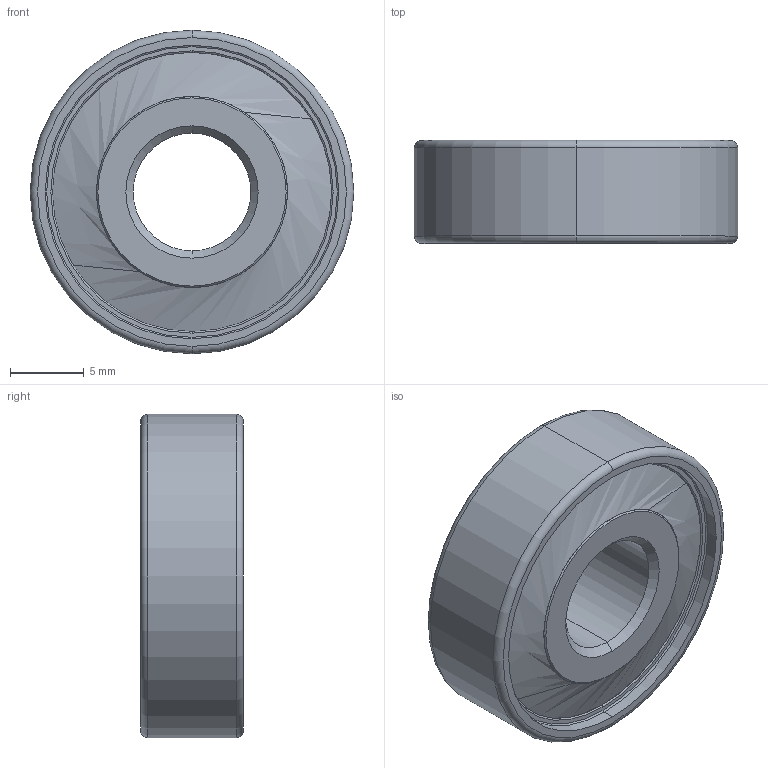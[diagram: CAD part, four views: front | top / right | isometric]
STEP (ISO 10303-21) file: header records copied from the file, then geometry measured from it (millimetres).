
FILE_DESCRIPTION(('FreeCAD Model'),'2;1');
FILE_NAME('608_Bearing.step', '2017-06-02T23:12:31',('Author'),(''), 'Open CASCADE STEP processor 6.8','FreeCAD','Unknown');
FILE_SCHEMA(('AUTOMOTIVE_DESIGN_CC2 { 1 2 10303 214 -1 1 5 4 }'));
Length unit declared in the file: millimetre
Products named in the file (3): 5C55BEEC-5DB2-4EA0-B40E-444D8060CB042; 5C55BEEC-5DB2-4EA0-B40E-444D8060CB041; 5C55BEEC-5DB2-4EA0-B40E-444D8060CB40
Bounding box: 22 x 7 x 22 mm (x, y, z)
Surface area: 2331.1 mm2 (no closed solid volume)
Topology: 0 solids, 3 shells, 87 faces, 244 edges, 149 vertices
Faces by surface type: cylinder 29, plane 20, sphere 14, torus 12, cone 10, bspline 2
Entity records: 16850 total; most frequent: CARTESIAN_POINT 12213, DIRECTION 543, ORIENTED_EDGE 480, PCURVE 480, DEFINITIONAL_REPRESENTATION 480, B_SPLINE_CURVE_WITH_KNOTS 440, EDGE_CURVE 244, AXIS2_PLACEMENT_3D 231
